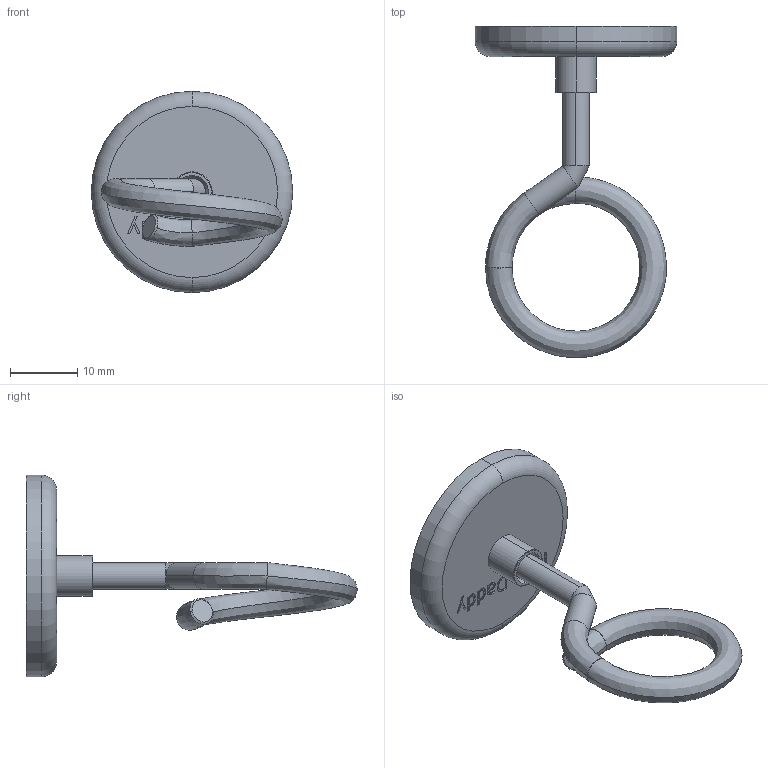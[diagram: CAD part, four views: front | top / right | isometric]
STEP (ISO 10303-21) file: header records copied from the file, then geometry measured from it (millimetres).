
FILE_DESCRIPTION (( 'STEP AP203' ), '1' );
FILE_NAME ('BRM75.STEP', '2022-11-15T16:34:42', ( '' ), ( '' ), 'SwSTEP 2.0', 'SolidWorks 2021', '' );
FILE_SCHEMA (( 'CONFIG_CONTROL_DESIGN' ));
Length unit declared in the file: millimetre
Products named in the file (5): MAGTF; BR2T075_BR2T075; MAGNET 40LB Ø25mm; BRM75; MAGTF CUP Ø30mm
Assembly tree (4 placements, depth 3):
  BRM75
    MAGTF
      MAGTF CUP Ø30mm
      MAGNET 40LB Ø25mm
    BR2T075_BR2T075
Bounding box: 30 x 49.34 x 30 mm (x, y, z)
Volume: 4041.7 mm3; surface area: 4561.3 mm2
Topology: 3 solids, 3 shells, 206 faces, 535 edges, 341 vertices
Faces by surface type: bspline 85, plane 82, cylinder 21, torus 11, cone 7
Entity records: 14396 total; most frequent: CARTESIAN_POINT 9508, ORIENTED_EDGE 1050, DIRECTION 645, EDGE_CURVE 525, VERTEX_POINT 341, LINE 277, VECTOR 277, EDGE_LOOP 224
